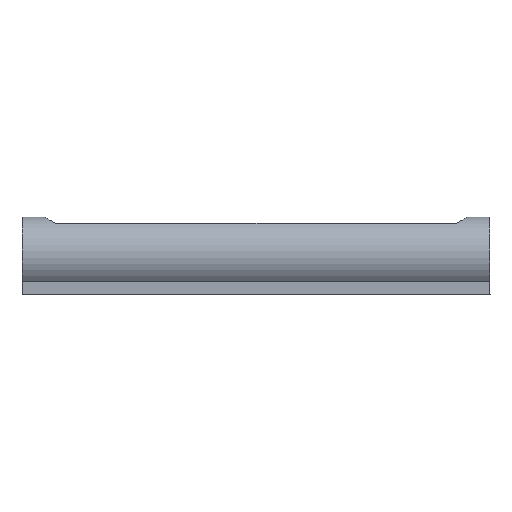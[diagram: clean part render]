
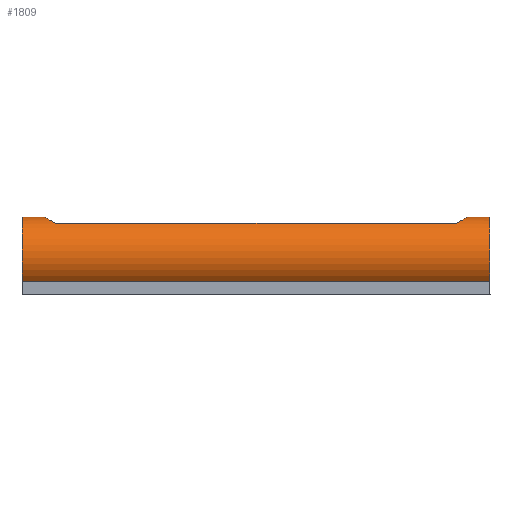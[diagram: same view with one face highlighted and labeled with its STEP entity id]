
A CAD part, front view. The second image highlights one B-rep face of the part: STEP entity #1809.
In plain terms, the highlighted cylindrical face has radius 4 mm (diameter 8 mm), a partial arc.
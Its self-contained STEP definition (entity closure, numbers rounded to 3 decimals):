
#47=ELLIPSE('',#1907,8.,4.);
#49=ELLIPSE('',#1949,8.,4.);
#155=LINE('',#2645,#307);
#212=LINE('',#2849,#364);
#261=LINE('',#2975,#413);
#262=LINE('',#2976,#414);
#263=LINE('',#2977,#415);
#264=LINE('',#2978,#416);
#307=VECTOR('',#2081,10.);
#364=VECTOR('',#2222,10.);
#413=VECTOR('',#2341,10.);
#414=VECTOR('',#2342,10.);
#415=VECTOR('',#2343,10.);
#416=VECTOR('',#2344,10.);
#462=CYLINDRICAL_SURFACE('',#1957,4.);
#527=FACE_OUTER_BOUND('',#635,.T.);
#635=EDGE_LOOP('',(#1459,#1460,#1461,#1462,#1463,#1464,#1465,#1466,#1467,
#1468,#1469,#1470));
#727=CIRCLE('',#1877,4.);
#731=CIRCLE('',#1885,4.);
#741=CIRCLE('',#1919,4.);
#745=CIRCLE('',#1927,4.);
#808=VERTEX_POINT('',#2612);
#809=VERTEX_POINT('',#2613);
#811=VERTEX_POINT('',#2644);
#818=VERTEX_POINT('',#2661);
#849=VERTEX_POINT('',#2754);
#850=VERTEX_POINT('',#2755);
#862=VERTEX_POINT('',#2813);
#863=VERTEX_POINT('',#2814);
#866=VERTEX_POINT('',#2847);
#872=VERTEX_POINT('',#2862);
#903=VERTEX_POINT('',#2955);
#904=VERTEX_POINT('',#2956);
#982=EDGE_CURVE('',#808,#809,#727,.T.);
#987=EDGE_CURVE('',#811,#808,#155,.T.);
#995=EDGE_CURVE('',#818,#811,#731,.T.);
#1042=EDGE_CURVE('',#849,#850,#47,.F.);
#1057=EDGE_CURVE('',#862,#863,#741,.T.);
#1064=EDGE_CURVE('',#866,#862,#212,.T.);
#1070=EDGE_CURVE('',#872,#866,#745,.T.);
#1117=EDGE_CURVE('',#903,#904,#49,.F.);
#1125=EDGE_CURVE('',#849,#903,#261,.T.);
#1126=EDGE_CURVE('',#904,#863,#262,.T.);
#1127=EDGE_CURVE('',#872,#818,#263,.T.);
#1128=EDGE_CURVE('',#850,#809,#264,.T.);
#1459=ORIENTED_EDGE('',*,*,#1125,.T.);
#1460=ORIENTED_EDGE('',*,*,#1117,.T.);
#1461=ORIENTED_EDGE('',*,*,#1126,.T.);
#1462=ORIENTED_EDGE('',*,*,#1057,.F.);
#1463=ORIENTED_EDGE('',*,*,#1064,.F.);
#1464=ORIENTED_EDGE('',*,*,#1070,.F.);
#1465=ORIENTED_EDGE('',*,*,#1127,.T.);
#1466=ORIENTED_EDGE('',*,*,#995,.T.);
#1467=ORIENTED_EDGE('',*,*,#987,.T.);
#1468=ORIENTED_EDGE('',*,*,#982,.T.);
#1469=ORIENTED_EDGE('',*,*,#1128,.F.);
#1470=ORIENTED_EDGE('',*,*,#1042,.F.);
#1809=ADVANCED_FACE('',(#527),#462,.T.);
#1877=AXIS2_PLACEMENT_3D('',#2614,#2072,#2073);
#1885=AXIS2_PLACEMENT_3D('',#2662,#2095,#2096);
#1907=AXIS2_PLACEMENT_3D('',#2757,#2180,#2181);
#1919=AXIS2_PLACEMENT_3D('',#2815,#2211,#2212);
#1927=AXIS2_PLACEMENT_3D('',#2863,#2234,#2235);
#1949=AXIS2_PLACEMENT_3D('',#2958,#2319,#2320);
#1957=AXIS2_PLACEMENT_3D('',#2974,#2339,#2340);
#2072=DIRECTION('center_axis',(1.,0.,0.));
#2073=DIRECTION('ref_axis',(0.,0.991,0.135));
#2081=DIRECTION('',(-1.,0.,0.));
#2095=DIRECTION('center_axis',(-1.,0.,0.));
#2096=DIRECTION('ref_axis',(0.,-1.,0.));
#2180=DIRECTION('center_axis',(0.5,0.,
-0.866));
#2181=DIRECTION('ref_axis',(-0.866,0.,-0.5));
#2211=DIRECTION('center_axis',(1.,0.,0.));
#2212=DIRECTION('ref_axis',(0.,0.991,0.135));
#2222=DIRECTION('',(1.,0.,0.));
#2234=DIRECTION('center_axis',(-1.,0.,0.));
#2235=DIRECTION('ref_axis',(0.,-1.,0.));
#2319=DIRECTION('center_axis',(0.5,0.,0.866));
#2320=DIRECTION('ref_axis',(0.866,0.,-0.5));
#2339=DIRECTION('center_axis',(-1.,0.,0.));
#2340=DIRECTION('ref_axis',(0.,0.,1.));
#2341=DIRECTION('',(-1.,0.,0.));
#2342=DIRECTION('',(-1.,0.,0.));
#2343=DIRECTION('',(1.,0.,0.));
#2344=DIRECTION('',(1.,0.,0.));
#2612=CARTESIAN_POINT('',(22.622,-0.124,1.355));
#2613=CARTESIAN_POINT('',(22.622,-0.941,7.352));
#2614=CARTESIAN_POINT('Origin',(22.622,-3.124,4.));
#2644=CARTESIAN_POINT('',(24.122,-0.124,1.355));
#2645=CARTESIAN_POINT('',(24.122,-0.124,1.355));
#2661=CARTESIAN_POINT('',(24.122,-6.124,1.355));
#2662=CARTESIAN_POINT('Origin',(24.122,-3.124,4.));
#2754=CARTESIAN_POINT('',(20.652,-5.307,7.352));
#2755=CARTESIAN_POINT('',(20.652,-0.941,7.352));
#2757=CARTESIAN_POINT('Origin',(14.847,-3.124,4.));
#2813=CARTESIAN_POINT('',(-22.622,-0.124,1.355));
#2814=CARTESIAN_POINT('',(-22.622,-0.941,7.352));
#2815=CARTESIAN_POINT('Origin',(-22.622,-3.124,4.));
#2847=CARTESIAN_POINT('',(-24.122,-0.124,1.355));
#2849=CARTESIAN_POINT('',(-24.122,-0.124,1.355));
#2862=CARTESIAN_POINT('',(-24.122,-6.124,1.355));
#2863=CARTESIAN_POINT('Origin',(-24.122,-3.124,4.));
#2955=CARTESIAN_POINT('',(-20.652,-5.307,7.352));
#2956=CARTESIAN_POINT('',(-20.652,-0.941,7.352));
#2958=CARTESIAN_POINT('Origin',(-14.847,-3.124,4.));
#2974=CARTESIAN_POINT('Origin',(-24.652,-3.124,4.));
#2975=CARTESIAN_POINT('',(24.652,-5.307,7.352));
#2976=CARTESIAN_POINT('',(-24.652,-0.941,7.352));
#2977=CARTESIAN_POINT('',(24.652,-6.124,1.355));
#2978=CARTESIAN_POINT('',(24.652,-0.941,7.352));
